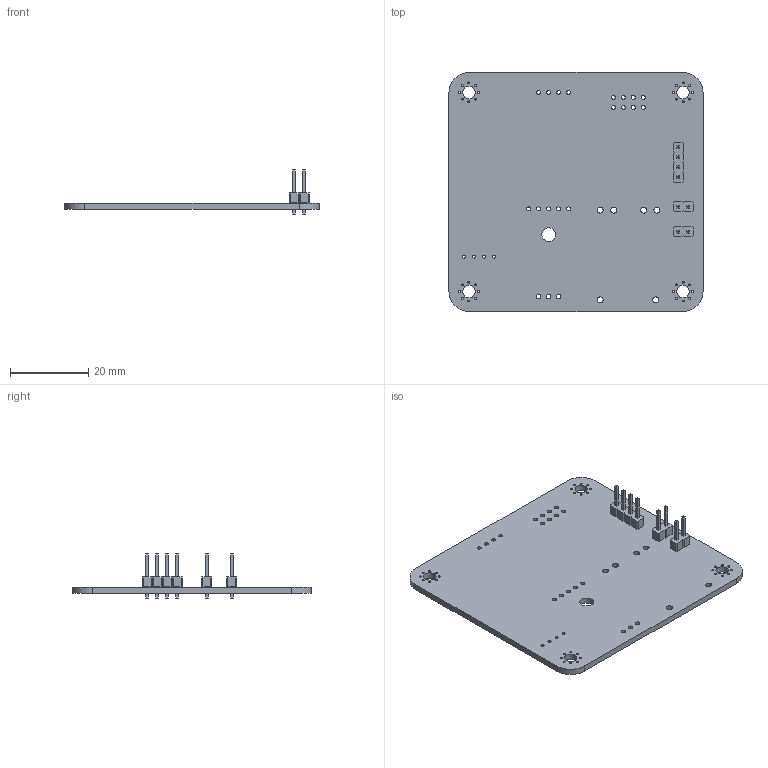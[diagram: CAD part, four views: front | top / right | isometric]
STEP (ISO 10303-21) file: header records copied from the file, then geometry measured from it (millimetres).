
FILE_DESCRIPTION(('KiCad electronic assembly'),'2;1');
FILE_NAME('S8-CO2 Sensor KiCAD.step','2022-04-18T19:55:15',('An Author') ,('A Company'),'Open CASCADE STEP processor 6.9', 'KiCad to STEP converter','Unknown');
FILE_SCHEMA(('AUTOMOTIVE_DESIGN { 1 0 10303 214 1 1 1 1 }'));
Length unit declared in the file: millimetre
Products named in the file (6): Open CASCADE STEP translator 6.9 1; PinHeader_1x02_P2.54mm_Vertical; SOLID; PinHeader_1x04_P2.54mm_Vertical; COMPOUND
Assembly tree (6 placements, depth 3):
  Open CASCADE STEP translator 6.9 1
    PinHeader_1x02_P2.54mm_Vertical  x2
      SOLID
    PinHeader_1x04_P2.54mm_Vertical
      SOLID
    COMPOUND
Bounding box: 64.77 x 60.96 x 11.54 mm (x, y, z)
Volume: 6304.2 mm3; surface area: 8865 mm2
Topology: 4 solids, 4 shells, 289 faces, 731 edges, 466 vertices
Faces by surface type: plane 210, cylinder 79
Full cylindrical faces by diameter (mm): 0.5 x32, 0.813 x4, 1 x17, 1.016 x8, 1.2 x3, 1.54 x6, 3.2 x4, 3.5 x1
Entity records: 16545 total; most frequent: DIRECTION 2473, CARTESIAN_POINT 2461, LINE 1511, VECTOR 1511, ORIENTED_EDGE 1218, PCURVE 1218, DEFINITIONAL_REPRESENTATION 1218, EDGE_CURVE 609
